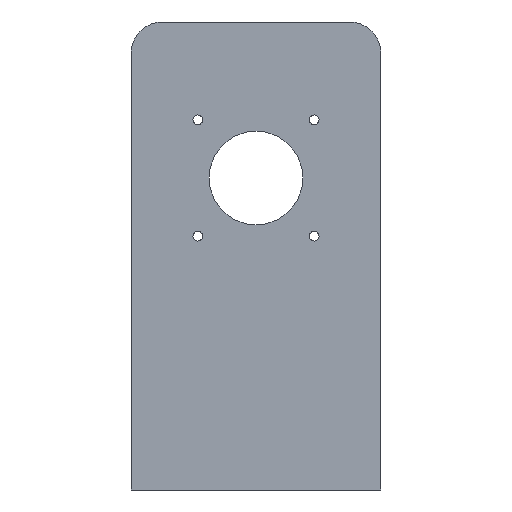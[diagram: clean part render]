
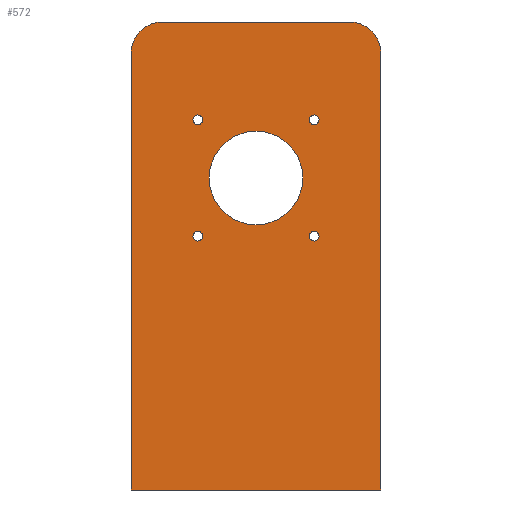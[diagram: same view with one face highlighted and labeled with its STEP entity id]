
A CAD part, left-side view. The second image highlights one B-rep face of the part: STEP entity #572.
In plain terms, the highlighted planar face has unit normal (-1, 0, 0).
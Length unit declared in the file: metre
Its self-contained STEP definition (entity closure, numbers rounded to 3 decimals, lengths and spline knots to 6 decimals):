
#28=CIRCLE('',#623,0.0127);
#30=CIRCLE('',#627,0.0127);
#32=CIRCLE('',#632,0.01905);
#34=CIRCLE('',#635,0.002);
#36=CIRCLE('',#638,0.002);
#38=CIRCLE('',#641,0.002);
#40=CIRCLE('',#644,0.002);
#185=ORIENTED_EDGE('',*,*,#258,.T.);
#186=ORIENTED_EDGE('',*,*,#262,.T.);
#187=ORIENTED_EDGE('',*,*,#265,.T.);
#188=ORIENTED_EDGE('',*,*,#268,.F.);
#189=ORIENTED_EDGE('',*,*,#271,.T.);
#190=ORIENTED_EDGE('',*,*,#273,.F.);
#191=ORIENTED_EDGE('',*,*,#281,.F.);
#192=ORIENTED_EDGE('',*,*,#279,.F.);
#193=ORIENTED_EDGE('',*,*,#277,.T.);
#194=ORIENTED_EDGE('',*,*,#275,.T.);
#195=ORIENTED_EDGE('',*,*,#283,.T.);
#258=EDGE_CURVE('',#319,#318,#372,.T.);
#262=EDGE_CURVE('',#318,#322,#376,.T.);
#265=EDGE_CURVE('',#322,#324,#28,.T.);
#268=EDGE_CURVE('',#326,#324,#380,.T.);
#271=EDGE_CURVE('',#326,#328,#30,.T.);
#273=EDGE_CURVE('',#319,#328,#383,.T.);
#275=EDGE_CURVE('',#329,#329,#32,.T.);
#277=EDGE_CURVE('',#331,#331,#34,.T.);
#279=EDGE_CURVE('',#333,#333,#36,.T.);
#281=EDGE_CURVE('',#335,#335,#38,.T.);
#283=EDGE_CURVE('',#337,#337,#40,.T.);
#318=VERTEX_POINT('',#919);
#319=VERTEX_POINT('',#921);
#322=VERTEX_POINT('',#928);
#324=VERTEX_POINT('',#934);
#326=VERTEX_POINT('',#940);
#328=VERTEX_POINT('',#946);
#329=VERTEX_POINT('',#955);
#331=VERTEX_POINT('',#960);
#333=VERTEX_POINT('',#965);
#335=VERTEX_POINT('',#970);
#337=VERTEX_POINT('',#975);
#372=LINE('',#920,#418);
#376=LINE('',#929,#422);
#380=LINE('',#941,#426);
#383=LINE('',#950,#429);
#418=VECTOR('',#751,1.);
#422=VECTOR('',#757,1.);
#426=VECTOR('',#769,1.);
#429=VECTOR('',#780,1.);
#467=EDGE_LOOP('',(#185,#186,#187,#188,#189,#190));
#468=EDGE_LOOP('',(#191));
#469=EDGE_LOOP('',(#192));
#470=EDGE_LOOP('',(#193));
#471=EDGE_LOOP('',(#194));
#472=EDGE_LOOP('',(#195));
#515=FACE_BOUND('',#467,.T.);
#516=FACE_BOUND('',#468,.T.);
#517=FACE_BOUND('',#469,.T.);
#518=FACE_BOUND('',#470,.T.);
#519=FACE_BOUND('',#471,.T.);
#520=FACE_BOUND('',#472,.T.);
#541=PLANE('',#646);
#572=ADVANCED_FACE('',(#515,#516,#517,#518,#519,#520),#541,.T.);
#623=AXIS2_PLACEMENT_3D('',#935,#762,#763);
#627=AXIS2_PLACEMENT_3D('',#947,#774,#775);
#632=AXIS2_PLACEMENT_3D('',#954,#786,#787);
#635=AXIS2_PLACEMENT_3D('',#959,#792,#793);
#638=AXIS2_PLACEMENT_3D('',#964,#798,#799);
#641=AXIS2_PLACEMENT_3D('',#969,#804,#805);
#644=AXIS2_PLACEMENT_3D('',#974,#810,#811);
#646=AXIS2_PLACEMENT_3D('',#978,#814,#815);
#751=DIRECTION('',(0.,-1.,0.));
#757=DIRECTION('',(0.,0.,1.));
#762=DIRECTION('',(-1.,0.,0.));
#763=DIRECTION('',(0.,0.,1.));
#769=DIRECTION('',(0.,-1.,0.));
#774=DIRECTION('',(-1.,0.,0.));
#775=DIRECTION('',(0.,0.,1.));
#780=DIRECTION('',(0.,0.,1.));
#786=DIRECTION('',(1.,0.,0.));
#787=DIRECTION('',(0.,0.,-1.));
#792=DIRECTION('',(1.,0.,0.));
#793=DIRECTION('',(0.,0.,-1.));
#798=DIRECTION('',(-1.,0.,0.));
#799=DIRECTION('',(0.,0.,1.));
#804=DIRECTION('',(-1.,0.,0.));
#805=DIRECTION('',(0.,0.,1.));
#810=DIRECTION('',(1.,0.,0.));
#811=DIRECTION('',(0.,0.,-1.));
#814=DIRECTION('',(-1.,0.,0.));
#815=DIRECTION('',(0.,-1.,0.));
#919=CARTESIAN_POINT('',(-0.031858,-0.063,-0.147872));
#920=CARTESIAN_POINT('',(-0.031858,-0.0122,-0.147872));
#921=CARTESIAN_POINT('',(-0.031858,0.0386,-0.147872));
#928=CARTESIAN_POINT('',(-0.031858,-0.063,0.029928));
#929=CARTESIAN_POINT('',(-0.031858,-0.063,-0.058972));
#934=CARTESIAN_POINT('',(-0.031858,-0.0503,0.042628));
#935=CARTESIAN_POINT('',(-0.031858,-0.0503,0.029928));
#940=CARTESIAN_POINT('',(-0.031858,0.0259,0.042628));
#941=CARTESIAN_POINT('',(-0.031858,-0.0122,0.042628));
#946=CARTESIAN_POINT('',(-0.031858,0.0386,0.029928));
#947=CARTESIAN_POINT('',(-0.031858,0.0259,0.029928));
#950=CARTESIAN_POINT('',(-0.031858,0.0386,-0.058972));
#954=CARTESIAN_POINT('',(-0.031858,-0.0122,-0.020872));
#955=CARTESIAN_POINT('',(-0.031858,-0.0122,-0.039922));
#959=CARTESIAN_POINT('',(-0.031858,-0.035875,0.002803));
#960=CARTESIAN_POINT('',(-0.031858,-0.035875,0.000803));
#964=CARTESIAN_POINT('',(-0.031858,0.011474,0.002803));
#965=CARTESIAN_POINT('',(-0.031858,0.011474,0.004803));
#969=CARTESIAN_POINT('',(-0.031858,-0.035875,-0.044546));
#970=CARTESIAN_POINT('',(-0.031858,-0.035875,-0.042546));
#974=CARTESIAN_POINT('',(-0.031858,0.011474,-0.044546));
#975=CARTESIAN_POINT('',(-0.031858,0.011474,-0.046546));
#978=CARTESIAN_POINT('',(-0.031858,-0.0122,-0.052622));
